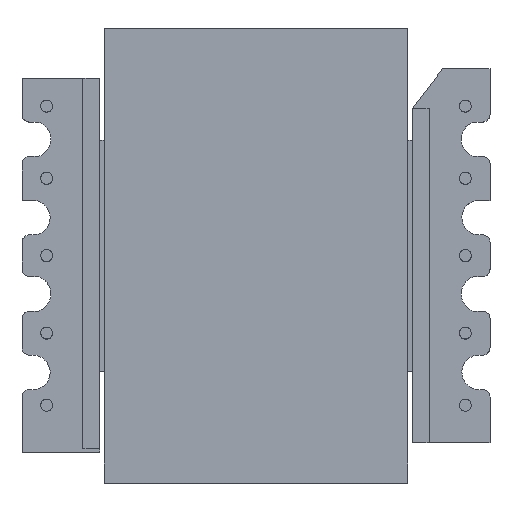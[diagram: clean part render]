
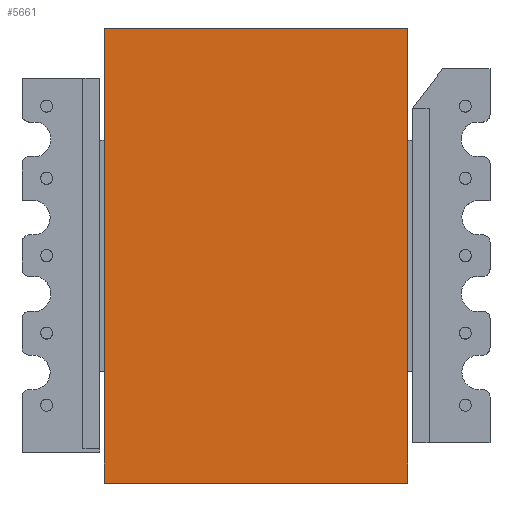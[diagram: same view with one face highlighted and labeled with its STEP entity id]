
A CAD part, top view. The second image highlights one B-rep face of the part: STEP entity #5661.
In plain terms, the highlighted free-form (B-spline) face has degree [1, 1] with [2, 2] control points.
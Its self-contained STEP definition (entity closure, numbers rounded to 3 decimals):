
#5533 = EDGE_CURVE('',#5534,#5536,#5538,.T.);
#5534 = VERTEX_POINT('',#5535);
#5535 = CARTESIAN_POINT('',(10.939,16.382,4.203
    ));
#5536 = VERTEX_POINT('',#5537);
#5537 = CARTESIAN_POINT('',(10.939,-16.382,4.203
    ));
#5538 = B_SPLINE_CURVE_WITH_KNOTS('',1,(#5539,#5540),.UNSPECIFIED.,.F.,
  .F.,(2,2),(-0.2,30.2),.PIECEWISE_BEZIER_KNOTS.);
#5539 = CARTESIAN_POINT('',(10.939,16.382,4.203
    ));
#5540 = CARTESIAN_POINT('',(10.939,-16.382,4.203
    ));
#5599 = EDGE_CURVE('',#5600,#5602,#5604,.T.);
#5600 = VERTEX_POINT('',#5601);
#5601 = CARTESIAN_POINT('',(-10.939,16.382,4.203
    ));
#5602 = VERTEX_POINT('',#5603);
#5603 = CARTESIAN_POINT('',(-10.939,-16.382,4.203
    ));
#5604 = B_SPLINE_CURVE_WITH_KNOTS('',1,(#5605,#5606),.UNSPECIFIED.,.F.,
  .F.,(2,2),(-0.2,30.2),.PIECEWISE_BEZIER_KNOTS.);
#5605 = CARTESIAN_POINT('',(-10.939,16.382,4.203
    ));
#5606 = CARTESIAN_POINT('',(-10.939,-16.382,4.203
    ));
#5661 = ADVANCED_FACE('',(#5662),#5676,.F.);
#5662 = FACE_BOUND('',#5663,.T.);
#5663 = EDGE_LOOP('',(#5664,#5665,#5670,#5671));
#5664 = ORIENTED_EDGE('',*,*,#5599,.T.);
#5665 = ORIENTED_EDGE('',*,*,#5666,.F.);
#5666 = EDGE_CURVE('',#5536,#5602,#5667,.T.);
#5667 = B_SPLINE_CURVE_WITH_KNOTS('',1,(#5668,#5669),.UNSPECIFIED.,.F.,
  .F.,(2,2),(-0.,20.3),.PIECEWISE_BEZIER_KNOTS.);
#5668 = CARTESIAN_POINT('',(10.939,-16.382,4.203
    ));
#5669 = CARTESIAN_POINT('',(-10.939,-16.382,4.203
    ));
#5670 = ORIENTED_EDGE('',*,*,#5533,.F.);
#5671 = ORIENTED_EDGE('',*,*,#5672,.T.);
#5672 = EDGE_CURVE('',#5534,#5600,#5673,.T.);
#5673 = B_SPLINE_CURVE_WITH_KNOTS('',1,(#5674,#5675),.UNSPECIFIED.,.F.,
  .F.,(2,2),(-0.,20.3),.PIECEWISE_BEZIER_KNOTS.);
#5674 = CARTESIAN_POINT('',(10.939,16.382,4.203
    ));
#5675 = CARTESIAN_POINT('',(-10.939,16.382,4.203
    ));
#5676 = B_SPLINE_SURFACE_WITH_KNOTS('',1,1,(
    (#5677,#5678)
    ,(#5679,#5680
    )),.UNSPECIFIED.,.F.,.F.,.F.,(2,2),(2,2),(-0.,20.3),(-30.2,0.2),
  .PIECEWISE_BEZIER_KNOTS.);
#5677 = CARTESIAN_POINT('',(10.939,-16.382,4.203
    ));
#5678 = CARTESIAN_POINT('',(10.939,16.382,4.203
    ));
#5679 = CARTESIAN_POINT('',(-10.939,-16.382,4.203
    ));
#5680 = CARTESIAN_POINT('',(-10.939,16.382,4.203
    ));
